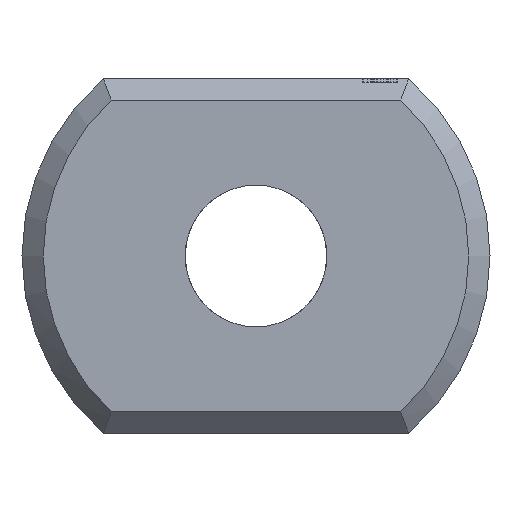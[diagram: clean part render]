
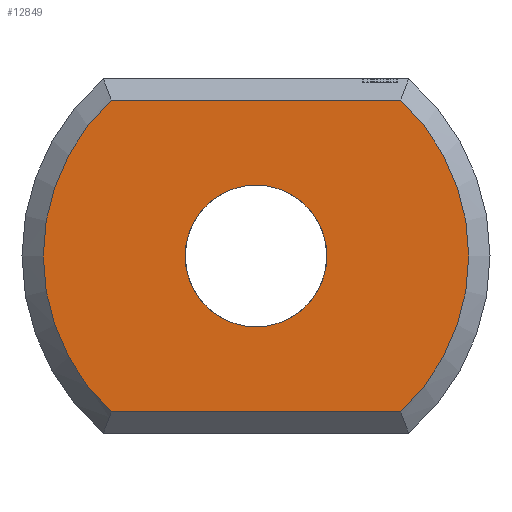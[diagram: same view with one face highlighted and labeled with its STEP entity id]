
A CAD part, left-side view. The second image highlights one B-rep face of the part: STEP entity #12849.
In plain terms, the highlighted planar face has unit normal (-1, 0, 0).
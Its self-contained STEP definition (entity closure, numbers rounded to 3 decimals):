
#298 = PLANE('',#299);
#299 = AXIS2_PLACEMENT_3D('',#300,#301,#302);
#300 = CARTESIAN_POINT('',(0.15,-2.154,-2.35));
#301 = DIRECTION('',(-0.707,0.,-0.707));
#302 = DIRECTION('',(0.,-1.,0.));
#725 = CONICAL_SURFACE('',#726,3.3,0.785);
#726 = AXIS2_PLACEMENT_3D('',#727,#728,#729);
#727 = CARTESIAN_POINT('',(0.3,0.,0.));
#728 = DIRECTION('',(1.,0.,0.));
#729 = DIRECTION('',(0.,0.653,-0.758));
#872 = CONICAL_SURFACE('',#873,3.3,0.785);
#873 = AXIS2_PLACEMENT_3D('',#874,#875,#876);
#874 = CARTESIAN_POINT('',(0.3,0.,0.));
#875 = DIRECTION('',(1.,0.,0.));
#876 = DIRECTION('',(0.,-0.653,0.758));
#909 = VERTEX_POINT('',#910);
#910 = CARTESIAN_POINT('',(0.,-2.04,-2.2));
#937 = VERTEX_POINT('',#938);
#938 = CARTESIAN_POINT('',(0.,2.04,-2.2));
#963 = EDGE_CURVE('',#909,#937,#964,.T.);
#964 = SURFACE_CURVE('',#965,(#969,#976),.PCURVE_S1.);
#965 = LINE('',#966,#967);
#966 = CARTESIAN_POINT('',(0.,-2.154,-2.2));
#967 = VECTOR('',#968,1.);
#968 = DIRECTION('',(0.,1.,0.));
#969 = PCURVE('',#298,#970);
#970 = DEFINITIONAL_REPRESENTATION('',(#971),#975);
#971 = LINE('',#972,#973);
#972 = CARTESIAN_POINT('',(0.,0.212));
#973 = VECTOR('',#974,1.);
#974 = DIRECTION('',(-1.,0.));
#975 = ( GEOMETRIC_REPRESENTATION_CONTEXT(2) 
PARAMETRIC_REPRESENTATION_CONTEXT() REPRESENTATION_CONTEXT('2D SPACE',''
  ) );
#976 = PCURVE('',#977,#982);
#977 = PLANE('',#978);
#978 = AXIS2_PLACEMENT_3D('',#979,#980,#981);
#979 = CARTESIAN_POINT('',(0.,0.,
    0.));
#980 = DIRECTION('',(1.,0.,0.));
#981 = DIRECTION('',(0.,0.,1.));
#982 = DEFINITIONAL_REPRESENTATION('',(#983),#987);
#983 = LINE('',#984,#985);
#984 = CARTESIAN_POINT('',(-2.2,2.154));
#985 = VECTOR('',#986,1.);
#986 = DIRECTION('',(0.,-1.));
#987 = ( GEOMETRIC_REPRESENTATION_CONTEXT(2) 
PARAMETRIC_REPRESENTATION_CONTEXT() REPRESENTATION_CONTEXT('2D SPACE',''
  ) );
#1763 = PLANE('',#1764);
#1764 = AXIS2_PLACEMENT_3D('',#1765,#1766,#1767);
#1765 = CARTESIAN_POINT('',(0.15,-2.154,2.35));
#1766 = DIRECTION('',(0.707,0.,-0.707
    ));
#1767 = DIRECTION('',(0.,-1.,0.));
#12636 = VERTEX_POINT('',#12637);
#12637 = CARTESIAN_POINT('',(0.,2.04,2.2));
#12662 = EDGE_CURVE('',#937,#12636,#12663,.T.);
#12663 = SURFACE_CURVE('',#12664,(#12669,#12676),.PCURVE_S1.);
#12664 = CIRCLE('',#12665,3.);
#12665 = AXIS2_PLACEMENT_3D('',#12666,#12667,#12668);
#12666 = CARTESIAN_POINT('',(0.,0.,
    0.));
#12667 = DIRECTION('',(1.,0.,0.));
#12668 = DIRECTION('',(0.,0.653,-0.758)
  );
#12669 = PCURVE('',#725,#12670);
#12670 = DEFINITIONAL_REPRESENTATION('',(#12671),#12675);
#12671 = LINE('',#12672,#12673);
#12672 = CARTESIAN_POINT('',(0.,-0.3));
#12673 = VECTOR('',#12674,1.);
#12674 = DIRECTION('',(1.,-0.));
#12675 = ( GEOMETRIC_REPRESENTATION_CONTEXT(2) 
PARAMETRIC_REPRESENTATION_CONTEXT() REPRESENTATION_CONTEXT('2D SPACE',''
  ) );
#12676 = PCURVE('',#977,#12677);
#12677 = DEFINITIONAL_REPRESENTATION('',(#12678),#12682);
#12678 = CIRCLE('',#12679,3.);
#12679 = AXIS2_PLACEMENT_2D('',#12680,#12681);
#12680 = CARTESIAN_POINT('',(0.,0.));
#12681 = DIRECTION('',(-0.758,-0.653));
#12682 = ( GEOMETRIC_REPRESENTATION_CONTEXT(2) 
PARAMETRIC_REPRESENTATION_CONTEXT() REPRESENTATION_CONTEXT('2D SPACE',''
  ) );
#12800 = VERTEX_POINT('',#12801);
#12801 = CARTESIAN_POINT('',(0.,-2.04,2.2));
#12828 = EDGE_CURVE('',#12800,#909,#12829,.T.);
#12829 = SURFACE_CURVE('',#12830,(#12835,#12842),.PCURVE_S1.);
#12830 = CIRCLE('',#12831,3.);
#12831 = AXIS2_PLACEMENT_3D('',#12832,#12833,#12834);
#12832 = CARTESIAN_POINT('',(0.,0.,
    0.));
#12833 = DIRECTION('',(1.,0.,0.));
#12834 = DIRECTION('',(0.,-0.653,0.758)
  );
#12835 = PCURVE('',#872,#12836);
#12836 = DEFINITIONAL_REPRESENTATION('',(#12837),#12841);
#12837 = LINE('',#12838,#12839);
#12838 = CARTESIAN_POINT('',(0.,-0.3));
#12839 = VECTOR('',#12840,1.);
#12840 = DIRECTION('',(1.,-0.));
#12841 = ( GEOMETRIC_REPRESENTATION_CONTEXT(2) 
PARAMETRIC_REPRESENTATION_CONTEXT() REPRESENTATION_CONTEXT('2D SPACE',''
  ) );
#12842 = PCURVE('',#977,#12843);
#12843 = DEFINITIONAL_REPRESENTATION('',(#12844),#12848);
#12844 = CIRCLE('',#12845,3.);
#12845 = AXIS2_PLACEMENT_2D('',#12846,#12847);
#12846 = CARTESIAN_POINT('',(0.,0.));
#12847 = DIRECTION('',(0.758,0.653));
#12848 = ( GEOMETRIC_REPRESENTATION_CONTEXT(2) 
PARAMETRIC_REPRESENTATION_CONTEXT() REPRESENTATION_CONTEXT('2D SPACE',''
  ) );
#12849 = ADVANCED_FACE('',(#12850,#12876),#977,.F.);
#12850 = FACE_BOUND('',#12851,.F.);
#12851 = EDGE_LOOP('',(#12852,#12853,#12874,#12875));
#12852 = ORIENTED_EDGE('',*,*,#12662,.T.);
#12853 = ORIENTED_EDGE('',*,*,#12854,.F.);
#12854 = EDGE_CURVE('',#12800,#12636,#12855,.T.);
#12855 = SURFACE_CURVE('',#12856,(#12860,#12867),.PCURVE_S1.);
#12856 = LINE('',#12857,#12858);
#12857 = CARTESIAN_POINT('',(0.,-2.154,2.2));
#12858 = VECTOR('',#12859,1.);
#12859 = DIRECTION('',(0.,1.,0.));
#12860 = PCURVE('',#977,#12861);
#12861 = DEFINITIONAL_REPRESENTATION('',(#12862),#12866);
#12862 = LINE('',#12863,#12864);
#12863 = CARTESIAN_POINT('',(2.2,2.154));
#12864 = VECTOR('',#12865,1.);
#12865 = DIRECTION('',(0.,-1.));
#12866 = ( GEOMETRIC_REPRESENTATION_CONTEXT(2) 
PARAMETRIC_REPRESENTATION_CONTEXT() REPRESENTATION_CONTEXT('2D SPACE',''
  ) );
#12867 = PCURVE('',#1763,#12868);
#12868 = DEFINITIONAL_REPRESENTATION('',(#12869),#12873);
#12869 = LINE('',#12870,#12871);
#12870 = CARTESIAN_POINT('',(0.,0.212));
#12871 = VECTOR('',#12872,1.);
#12872 = DIRECTION('',(-1.,0.));
#12873 = ( GEOMETRIC_REPRESENTATION_CONTEXT(2) 
PARAMETRIC_REPRESENTATION_CONTEXT() REPRESENTATION_CONTEXT('2D SPACE',''
  ) );
#12874 = ORIENTED_EDGE('',*,*,#12828,.T.);
#12875 = ORIENTED_EDGE('',*,*,#963,.T.);
#12876 = FACE_BOUND('',#12877,.T.);
#12877 = EDGE_LOOP('',(#12878));
#12878 = ORIENTED_EDGE('',*,*,#12879,.T.);
#12879 = EDGE_CURVE('',#12880,#12880,#12882,.T.);
#12880 = VERTEX_POINT('',#12881);
#12881 = CARTESIAN_POINT('',(0.,1.,0.));
#12882 = SURFACE_CURVE('',#12883,(#12888,#12895),.PCURVE_S1.);
#12883 = CIRCLE('',#12884,1.);
#12884 = AXIS2_PLACEMENT_3D('',#12885,#12886,#12887);
#12885 = CARTESIAN_POINT('',(0.,0.,0.));
#12886 = DIRECTION('',(1.,0.,0.));
#12887 = DIRECTION('',(0.,1.,0.));
#12888 = PCURVE('',#977,#12889);
#12889 = DEFINITIONAL_REPRESENTATION('',(#12890),#12894);
#12890 = CIRCLE('',#12891,1.);
#12891 = AXIS2_PLACEMENT_2D('',#12892,#12893);
#12892 = CARTESIAN_POINT('',(0.,0.));
#12893 = DIRECTION('',(0.,-1.));
#12894 = ( GEOMETRIC_REPRESENTATION_CONTEXT(2) 
PARAMETRIC_REPRESENTATION_CONTEXT() REPRESENTATION_CONTEXT('2D SPACE',''
  ) );
#12895 = PCURVE('',#12896,#12901);
#12896 = CYLINDRICAL_SURFACE('',#12897,1.);
#12897 = AXIS2_PLACEMENT_3D('',#12898,#12899,#12900);
#12898 = CARTESIAN_POINT('',(0.,0.,0.));
#12899 = DIRECTION('',(-1.,0.,0.));
#12900 = DIRECTION('',(0.,1.,0.));
#12901 = DEFINITIONAL_REPRESENTATION('',(#12902),#12906);
#12902 = LINE('',#12903,#12904);
#12903 = CARTESIAN_POINT('',(-0.,0.));
#12904 = VECTOR('',#12905,1.);
#12905 = DIRECTION('',(-1.,0.));
#12906 = ( GEOMETRIC_REPRESENTATION_CONTEXT(2) 
PARAMETRIC_REPRESENTATION_CONTEXT() REPRESENTATION_CONTEXT('2D SPACE',''
  ) );
